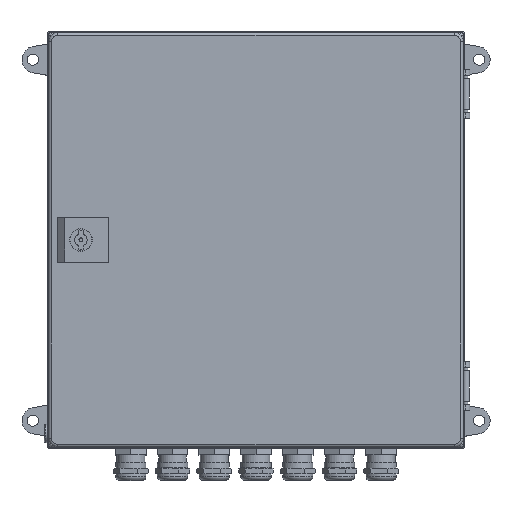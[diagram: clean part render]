
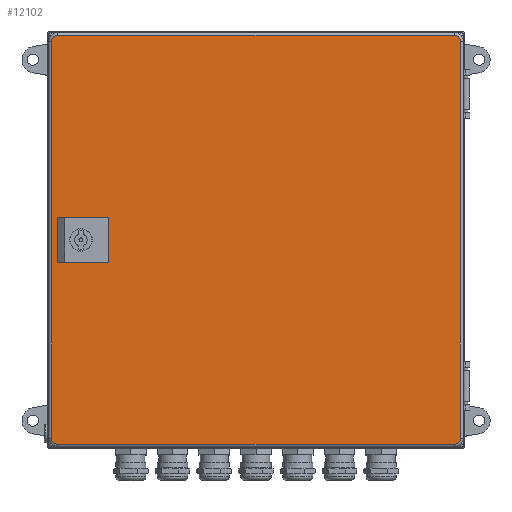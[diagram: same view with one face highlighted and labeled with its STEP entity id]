
A CAD part, top view. The second image highlights one B-rep face of the part: STEP entity #12102.
In plain terms, the highlighted face is planar.
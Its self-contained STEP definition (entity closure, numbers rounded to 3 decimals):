
#190 = EDGE_CURVE ( 'NONE', #25247, #8526, #14817, .T. ) ;
#306 = EDGE_CURVE ( 'NONE', #4698, #13456, #2013, .T. ) ;
#1207 = EDGE_CURVE ( 'NONE', #21370, #25247, #7396, .T. ) ;
#1242 = CARTESIAN_POINT ( 'NONE',  ( 291.5, 142.5, -15. ) ) ;
#1305 = DIRECTION ( 'NONE',  ( 0., 0., 1. ) ) ;
#1938 = VECTOR ( 'NONE', #23341, 1000. ) ;
#2013 = LINE ( 'NONE', #22100, #12935 ) ;
#2121 = DIRECTION ( 'NONE',  ( 0., 0., -1. ) ) ;
#2481 = CARTESIAN_POINT ( 'NONE',  ( 260.1, 16., -15. ) ) ;
#3291 = DIRECTION ( 'NONE',  ( 1., 0., 0. ) ) ;
#3298 = VECTOR ( 'NONE', #11914, 1000. ) ;
#3713 = CARTESIAN_POINT ( 'NONE',  ( 6.5, -142.5, -15. ) ) ;
#3826 = DIRECTION ( 'NONE',  ( 0., 1., 0. ) ) ;
#3827 = EDGE_CURVE ( 'NONE', #22959, #23591, #13970, .T. ) ;
#3862 = CARTESIAN_POINT ( 'NONE',  ( 291.5, -147., -15. ) ) ;
#4353 = FACE_OUTER_BOUND ( 'NONE', #17945, .T. ) ;
#4611 = VERTEX_POINT ( 'NONE', #24600 ) ;
#4641 = EDGE_CURVE ( 'NONE', #13011, #22648, #13921, .T. ) ;
#4698 = VERTEX_POINT ( 'NONE', #11229 ) ;
#5162 = CARTESIAN_POINT ( 'NONE',  ( 260.1, -16., -15. ) ) ;
#5230 = DIRECTION ( 'NONE',  ( 1., 0., 0. ) ) ;
#5577 = AXIS2_PLACEMENT_3D ( 'NONE', #21657, #9628, #23657 ) ;
#5784 = DIRECTION ( 'NONE',  ( 1., 0., 0. ) ) ;
#5831 = LINE ( 'NONE', #15566, #16013 ) ;
#5838 = EDGE_CURVE ( 'NONE', #4611, #4698, #19428, .T. ) ;
#6409 = VECTOR ( 'NONE', #21659, 1000. ) ;
#6469 = LINE ( 'NONE', #23391, #21922 ) ;
#6628 = EDGE_CURVE ( 'NONE', #21370, #11125, #6469, .T. ) ;
#6668 = EDGE_CURVE ( 'NONE', #11125, #8526, #5831, .T. ) ;
#6849 = AXIS2_PLACEMENT_3D ( 'NONE', #1242, #15516, #3291 ) ;
#7006 = CARTESIAN_POINT ( 'NONE',  ( 296., -142.5, -15. ) ) ;
#7022 = ORIENTED_EDGE ( 'NONE', *, *, #306, .T. ) ;
#7392 = CARTESIAN_POINT ( 'NONE',  ( 6.5, -142.5, -15. ) ) ;
#7396 = LINE ( 'NONE', #17327, #1938 ) ;
#7770 = ORIENTED_EDGE ( 'NONE', *, *, #5838, .T. ) ;
#7983 = CARTESIAN_POINT ( 'NONE',  ( 291.4, 16., -15. ) ) ;
#8526 = VERTEX_POINT ( 'NONE', #14691 ) ;
#8676 = ORIENTED_EDGE ( 'NONE', *, *, #10642, .T. ) ;
#9461 = ORIENTED_EDGE ( 'NONE', *, *, #190, .T. ) ;
#9503 = ORIENTED_EDGE ( 'NONE', *, *, #15357, .T. ) ;
#9628 = DIRECTION ( 'NONE',  ( 0., 0., -1. ) ) ;
#10491 = AXIS2_PLACEMENT_3D ( 'NONE', #7392, #1305, #15585 ) ;
#10642 = EDGE_CURVE ( 'NONE', #13456, #13011, #19350, .T. ) ;
#10807 = EDGE_CURVE ( 'NONE', #23591, #4611, #14355, .T. ) ;
#11125 = VERTEX_POINT ( 'NONE', #7983 ) ;
#11229 = CARTESIAN_POINT ( 'NONE',  ( 6.5, 147., -15. ) ) ;
#11824 = ORIENTED_EDGE ( 'NONE', *, *, #4641, .T. ) ;
#11914 = DIRECTION ( 'NONE',  ( 1., 0., 0. ) ) ;
#12102 = ADVANCED_FACE ( 'NONE', ( #4353, #20493 ), #13558, .F. ) ;
#12935 = VECTOR ( 'NONE', #20101, 1000. ) ;
#12949 = VERTEX_POINT ( 'NONE', #3862 ) ;
#13011 = VERTEX_POINT ( 'NONE', #24094 ) ;
#13298 = VECTOR ( 'NONE', #18633, 1000. ) ;
#13445 = CIRCLE ( 'NONE', #5577, 4.5 ) ;
#13456 = VERTEX_POINT ( 'NONE', #13860 ) ;
#13558 = PLANE ( 'NONE',  #10491 ) ;
#13611 = ORIENTED_EDGE ( 'NONE', *, *, #3827, .T. ) ;
#13860 = CARTESIAN_POINT ( 'NONE',  ( 291.5, 147., -15. ) ) ;
#13921 = LINE ( 'NONE', #20646, #13298 ) ;
#13970 = CIRCLE ( 'NONE', #21914, 4.5 ) ;
#14355 = LINE ( 'NONE', #16035, #24348 ) ;
#14368 = CARTESIAN_POINT ( 'NONE',  ( 6.5, 142.5, -15. ) ) ;
#14691 = CARTESIAN_POINT ( 'NONE',  ( 291.4, -16., -15. ) ) ;
#14817 = LINE ( 'NONE', #23779, #3298 ) ;
#15357 = EDGE_CURVE ( 'NONE', #22648, #12949, #13445, .T. ) ;
#15512 = ORIENTED_EDGE ( 'NONE', *, *, #6628, .F. ) ;
#15516 = DIRECTION ( 'NONE',  ( 0., 0., -1. ) ) ;
#15566 = CARTESIAN_POINT ( 'NONE',  ( 291.4, 16., -15. ) ) ;
#15585 = DIRECTION ( 'NONE',  ( 1., 0., 0. ) ) ;
#16013 = VECTOR ( 'NONE', #17556, 1000. ) ;
#16035 = CARTESIAN_POINT ( 'NONE',  ( 2., 142.5, -15. ) ) ;
#16378 = DIRECTION ( 'NONE',  ( 1., 0., 0. ) ) ;
#16946 = ORIENTED_EDGE ( 'NONE', *, *, #6668, .F. ) ;
#17327 = CARTESIAN_POINT ( 'NONE',  ( 260.1, 16., -15. ) ) ;
#17556 = DIRECTION ( 'NONE',  ( 0., -1., 0. ) ) ;
#17900 = DIRECTION ( 'NONE',  ( 0., 0., -1. ) ) ;
#17945 = EDGE_LOOP ( 'NONE', ( #11824, #9503, #20422, #13611, #23376, #7770, #7022, #8676 ) ) ;
#18633 = DIRECTION ( 'NONE',  ( 0., -1., 0. ) ) ;
#19350 = CIRCLE ( 'NONE', #6849, 4.5 ) ;
#19428 = CIRCLE ( 'NONE', #25509, 4.5 ) ;
#19639 = CARTESIAN_POINT ( 'NONE',  ( 6.5, -147., -15. ) ) ;
#20101 = DIRECTION ( 'NONE',  ( 1., 0., 0. ) ) ;
#20198 = CARTESIAN_POINT ( 'NONE',  ( 6.5, -147., -15. ) ) ;
#20422 = ORIENTED_EDGE ( 'NONE', *, *, #22277, .T. ) ;
#20493 = FACE_BOUND ( 'NONE', #25557, .T. ) ;
#20646 = CARTESIAN_POINT ( 'NONE',  ( 296., -142.5, -15. ) ) ;
#21347 = ORIENTED_EDGE ( 'NONE', *, *, #1207, .T. ) ;
#21370 = VERTEX_POINT ( 'NONE', #2481 ) ;
#21657 = CARTESIAN_POINT ( 'NONE',  ( 291.5, -142.5, -15. ) ) ;
#21659 = DIRECTION ( 'NONE',  ( -1., 0., 0. ) ) ;
#21862 = LINE ( 'NONE', #19639, #6409 ) ;
#21914 = AXIS2_PLACEMENT_3D ( 'NONE', #3713, #17900, #5784 ) ;
#21922 = VECTOR ( 'NONE', #5230, 1000. ) ;
#22100 = CARTESIAN_POINT ( 'NONE',  ( 291.5, 147., -15. ) ) ;
#22277 = EDGE_CURVE ( 'NONE', #12949, #22959, #21862, .T. ) ;
#22648 = VERTEX_POINT ( 'NONE', #7006 ) ;
#22959 = VERTEX_POINT ( 'NONE', #20198 ) ;
#23341 = DIRECTION ( 'NONE',  ( 0., -1., 0. ) ) ;
#23376 = ORIENTED_EDGE ( 'NONE', *, *, #10807, .T. ) ;
#23391 = CARTESIAN_POINT ( 'NONE',  ( 260.1, 16., -15. ) ) ;
#23591 = VERTEX_POINT ( 'NONE', #24117 ) ;
#23657 = DIRECTION ( 'NONE',  ( 1., 0., 0. ) ) ;
#23779 = CARTESIAN_POINT ( 'NONE',  ( 260.1, -16., -15. ) ) ;
#24094 = CARTESIAN_POINT ( 'NONE',  ( 296., 142.5, -15. ) ) ;
#24117 = CARTESIAN_POINT ( 'NONE',  ( 2., -142.5, -15. ) ) ;
#24348 = VECTOR ( 'NONE', #3826, 1000. ) ;
#24600 = CARTESIAN_POINT ( 'NONE',  ( 2., 142.5, -15. ) ) ;
#25247 = VERTEX_POINT ( 'NONE', #5162 ) ;
#25509 = AXIS2_PLACEMENT_3D ( 'NONE', #14368, #2121, #16378 ) ;
#25557 = EDGE_LOOP ( 'NONE', ( #15512, #21347, #9461, #16946 ) ) ;
